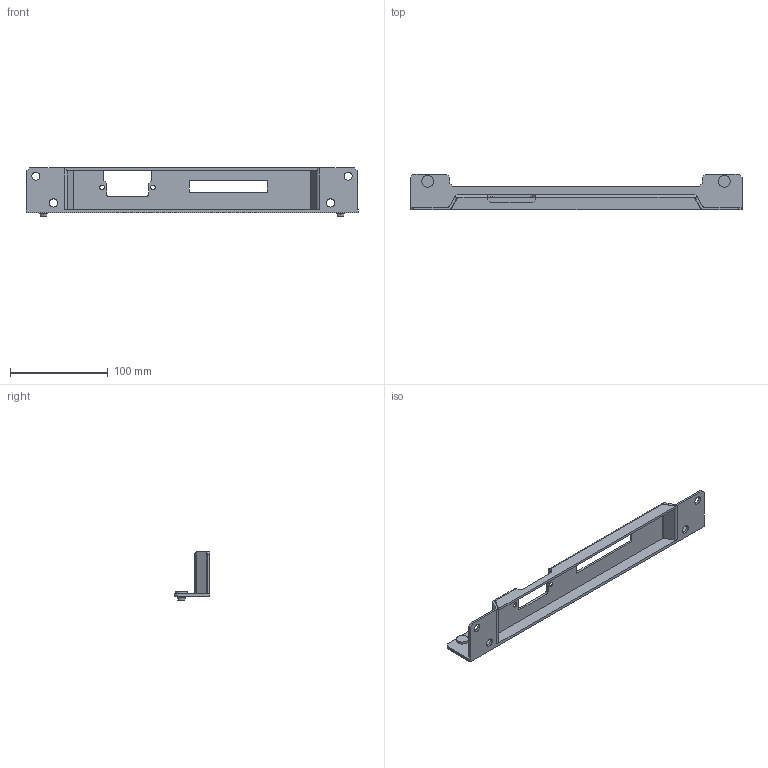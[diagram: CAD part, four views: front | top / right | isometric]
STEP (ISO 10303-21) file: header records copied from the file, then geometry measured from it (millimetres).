
FILE_DESCRIPTION (( 'STEP AP203' ), '1' );
FILE_NAME ('B1_61-46x36-P.STEP', '2023-02-14T09:07:21', ( '' ), ( '' ), 'SwSTEP 2.0', 'SolidWorks 2019', '' );
FILE_SCHEMA (( 'CONFIG_CONTROL_DESIGN' ));
Length unit declared in the file: millimetre
Products named in the file (3): klepacka2; B1_61-46x36-P; klepacka
Assembly tree (3 placements, depth 2):
  B1_61-46x36-P
    klepacka
    klepacka2  x2
Bounding box: 340 x 36 x 49.5 mm (x, y, z)
Volume: 66402.6 mm3; surface area: 53601.6 mm2
Topology: 3 solids, 3 shells, 102 faces, 272 edges, 178 vertices
Faces by surface type: plane 58, cylinder 36, cone 8
Entity records: 3327 total; most frequent: CARTESIAN_POINT 552, DIRECTION 514, ORIENTED_EDGE 508, EDGE_CURVE 254, LINE 182, VECTOR 182, VERTEX_POINT 166, AXIS2_PLACEMENT_3D 166
